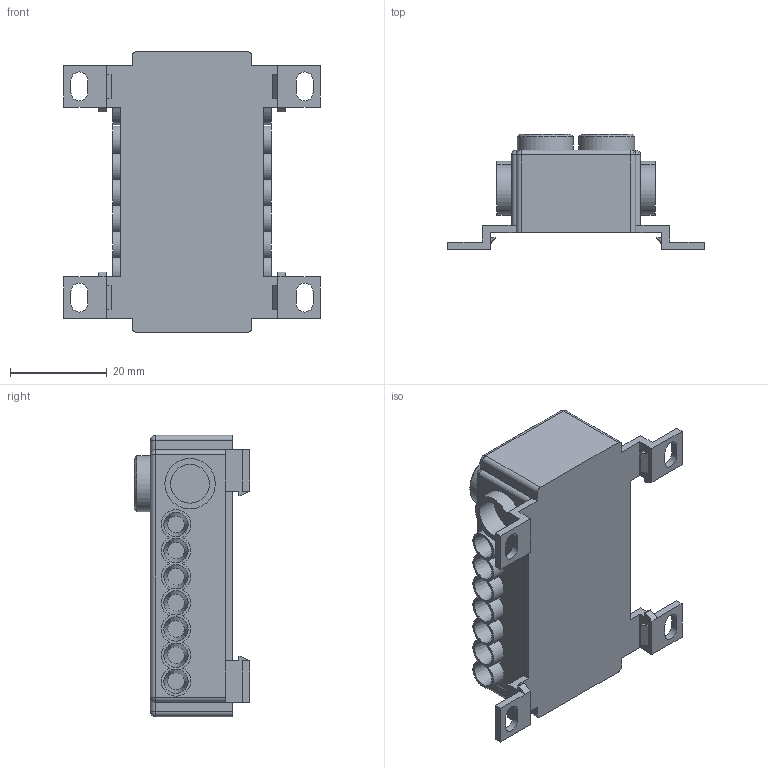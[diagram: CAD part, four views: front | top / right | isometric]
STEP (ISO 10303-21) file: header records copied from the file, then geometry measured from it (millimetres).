
FILE_DESCRIPTION(/* description */ (' '),/* implementation_level */ '2;1');
FILE_NAME(/* name */ 'STP-STP-KS741.stp',/* time_stamp */ '2024-02-15T11:54:40+01:00',/* author */ ('FTG'),/* organization */ ('(C) Friedrich Goehringer Elektrotechnik GmbH'),/* preprocessor_version */ 'ST-DEVELOPER v19.2',/* originating_system */ 'Autodesk Inventor 2023',/* authorisation */ ' ');
FILE_SCHEMA (('AUTOMOTIVE_DESIGN { 1 0 10303 214 3 1 1 }'));
Length unit declared in the file: millimetre
Products named in the file (1): STP-870-025
Bounding box: 53 x 23.8 x 58.1 mm (x, y, z)
Volume: 24384.6 mm3; surface area: 15219 mm2
Topology: 1 solids, 9 shells, 650 faces, 1700 edges, 1101 vertices
Faces by surface type: plane 531, cylinder 95, cone 16, sphere 8
Full cylindrical faces by diameter (mm): 6.5 x1, 8 x2, 8.3 x1, 10.4 x2, 11.6 x2
Entity records: 19710 total; most frequent: CARTESIAN_POINT 3450, ORIENTED_EDGE 3396, DIRECTION 3240, EDGE_CURVE 1698, LINE 1458, VECTOR 1458, VERTEX_POINT 1101, AXIS2_PLACEMENT_3D 891
